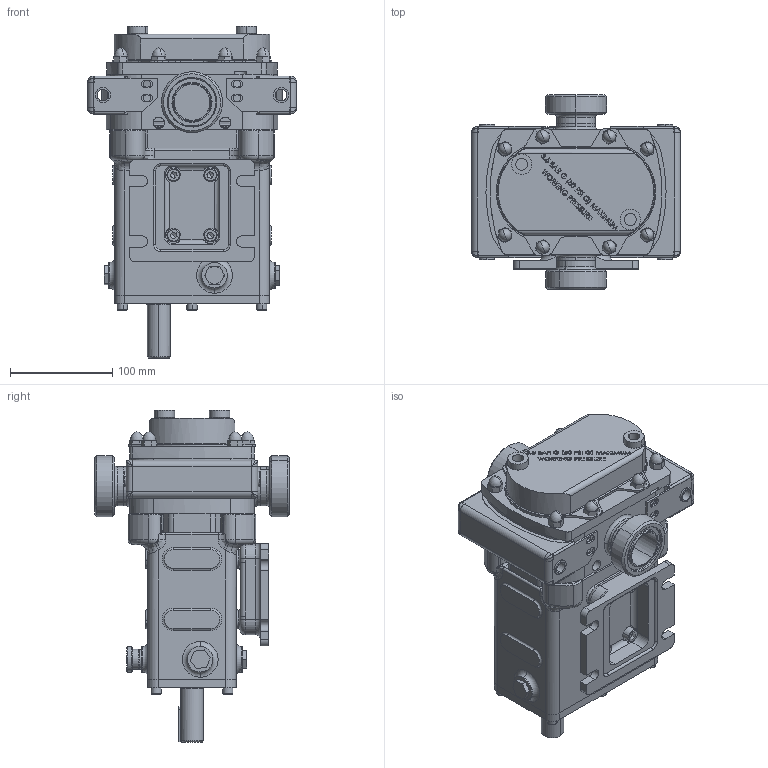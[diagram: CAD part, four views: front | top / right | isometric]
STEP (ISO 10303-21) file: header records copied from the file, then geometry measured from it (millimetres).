
FILE_DESCRIPTION (( 'STEP AP214' ), '1' );
FILE_NAME ('GA3768.STEP', '2024-11-06T20:55:31', ( '' ), ( '' ), 'SwSTEP 2.0', 'SolidWorks 2023', '' );
FILE_SCHEMA (( 'AUTOMOTIVE_DESIGN' ));
Length unit declared in the file: millimetre
Products named in the file (5): Copy of Frame 2 R-C Bolt On Jacket^GA3768; Copy of Frame 2 Bolt on Jacket^GA3768; Copy of Z94-5101-22 - 1.5 INCH SMS681^GA3768; GA3768; Copy of R0180 CPP V LHD^GA3768
Assembly tree (6 placements, depth 2):
  GA3768
    Copy of R0180 CPP V LHD^GA3768
    Copy of Z94-5101-22 - 1.5 INCH SMS681^GA3768  x2
    Copy of Frame 2 Bolt on Jacket^GA3768
    Copy of Frame 2 R-C Bolt On Jacket^GA3768  x2
Bounding box: 204 x 190 x 324.3 mm (x, y, z)
Volume: 4173765.7 mm3; surface area: 363718.4 mm2
Topology: 6 solids, 6 shells, 2079 faces, 5254 edges, 3272 vertices
Faces by surface type: plane 859, cylinder 471, bspline 380, cone 216, torus 153
Entity records: 73469 total; most frequent: CARTESIAN_POINT 30790, ORIENTED_EDGE 9530, DIRECTION 7984, EDGE_CURVE 4765, VERTEX_POINT 3010, AXIS2_PLACEMENT_3D 2883, LINE 2218, VECTOR 2218
